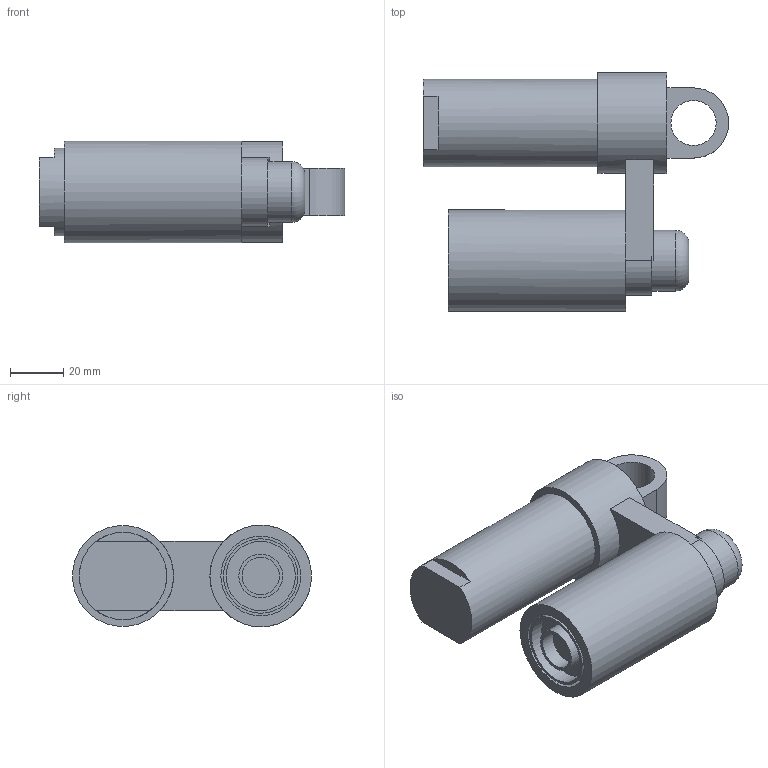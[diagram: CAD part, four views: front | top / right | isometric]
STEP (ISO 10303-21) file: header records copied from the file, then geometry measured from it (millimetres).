
FILE_DESCRIPTION(/* description */ (''),/* implementation_level */ '2;1');
FILE_NAME(/* name */ 'Damper2.stp',/* time_stamp */ '2019-02-12T10:23:13+08:00',/* author */ ('Administrator'),/* organization */ (''),/* preprocessor_version */ 'ST-DEVELOPER v17',/* originating_system */ 'Autodesk Inventor 2019',/* authorisation */ '');
FILE_SCHEMA (('AUTOMOTIVE_DESIGN { 1 0 10303 214 3 1 1 }'));
Length unit declared in the file: millimetre
Products named in the file (1): front_fastace_spring2
Bounding box: 114.8 x 89.9 x 38.2 mm (x, y, z)
Volume: 180840.6 mm3; surface area: 29254 mm2
Topology: 1 solids, 1 shells, 38 faces, 82 edges, 55 vertices
Faces by surface type: plane 24, cylinder 13, torus 1
Full cylindrical faces by diameter (mm): 14 x1, 16.5 x1, 17 x1, 22.8 x1, 26 x1, 28 x1, 30 x1, 32.9 x1, 38 x1, 38.2 x1
Entity records: 1106 total; most frequent: DIRECTION 202, CARTESIAN_POINT 176, ORIENTED_EDGE 164, EDGE_CURVE 82, AXIS2_PLACEMENT_3D 81, VERTEX_POINT 55, EDGE_LOOP 49, CIRCLE 42
